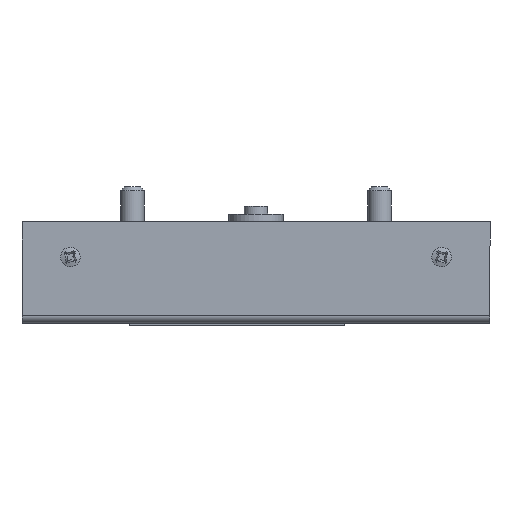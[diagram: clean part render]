
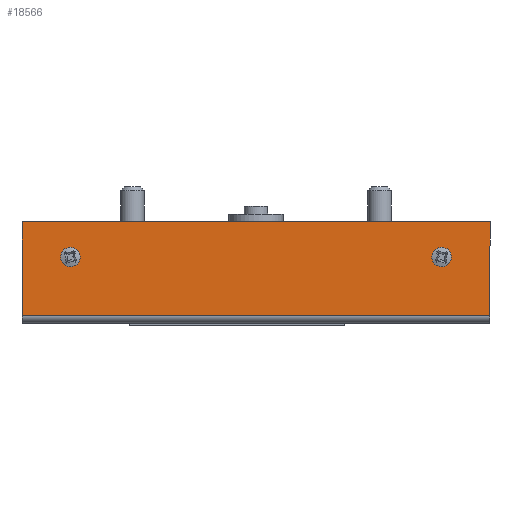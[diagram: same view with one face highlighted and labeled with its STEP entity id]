
A CAD part, front view. The second image highlights one B-rep face of the part: STEP entity #18566.
In plain terms, the highlighted face is planar.
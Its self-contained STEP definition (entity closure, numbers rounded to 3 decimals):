
#528=PLANE('',#19579);
#994=FACE_BOUND('',#2740,.T.);
#995=FACE_BOUND('',#2741,.T.);
#1720=FACE_OUTER_BOUND('',#2739,.T.);
#2739=EDGE_LOOP('',(#14086,#14087,#14088,#14089));
#2740=EDGE_LOOP('',(#14090,#14091));
#2741=EDGE_LOOP('',(#14092,#14093));
#3575=LINE('',#26316,#5405);
#3584=LINE('',#26339,#5414);
#3672=LINE('',#28664,#5502);
#3910=LINE('',#33589,#5740);
#5405=VECTOR('',#21211,1000.);
#5414=VECTOR('',#21230,1000.);
#5502=VECTOR('',#21348,1000.);
#5740=VECTOR('',#21678,1000.);
#7148=CIRCLE('',#19465,1.);
#7149=CIRCLE('',#19466,1.);
#7152=CIRCLE('',#19470,1.);
#7153=CIRCLE('',#19471,1.);
#7828=VERTEX_POINT('',#26234);
#7829=VERTEX_POINT('',#26236);
#7832=VERTEX_POINT('',#26244);
#7833=VERTEX_POINT('',#26246);
#7862=VERTEX_POINT('',#26313);
#7863=VERTEX_POINT('',#26315);
#7871=VERTEX_POINT('',#26336);
#7872=VERTEX_POINT('',#26338);
#9784=EDGE_CURVE('',#7829,#7828,#7148,.T.);
#9785=EDGE_CURVE('',#7828,#7829,#7149,.T.);
#9789=EDGE_CURVE('',#7833,#7832,#7152,.T.);
#9790=EDGE_CURVE('',#7832,#7833,#7153,.T.);
#9822=EDGE_CURVE('',#7863,#7862,#3575,.T.);
#9834=EDGE_CURVE('',#7872,#7871,#3584,.T.);
#10090=EDGE_CURVE('',#7871,#7863,#3672,.T.);
#10479=EDGE_CURVE('',#7872,#7862,#3910,.T.);
#14086=ORIENTED_EDGE('',*,*,#9834,.T.);
#14087=ORIENTED_EDGE('',*,*,#10090,.T.);
#14088=ORIENTED_EDGE('',*,*,#9822,.T.);
#14089=ORIENTED_EDGE('',*,*,#10479,.F.);
#14090=ORIENTED_EDGE('',*,*,#9784,.T.);
#14091=ORIENTED_EDGE('',*,*,#9785,.T.);
#14092=ORIENTED_EDGE('',*,*,#9789,.T.);
#14093=ORIENTED_EDGE('',*,*,#9790,.T.);
#18566=ADVANCED_FACE('',(#1720,#994,#995),#528,.F.);
#19465=AXIS2_PLACEMENT_3D('',#26237,#21140,#21141);
#19466=AXIS2_PLACEMENT_3D('',#26238,#21142,#21143);
#19470=AXIS2_PLACEMENT_3D('',#26247,#21151,#21152);
#19471=AXIS2_PLACEMENT_3D('',#26248,#21153,#21154);
#19579=AXIS2_PLACEMENT_3D('',#34499,#21780,#21781);
#21140=DIRECTION('center_axis',(-1.,0.,0.));
#21141=DIRECTION('ref_axis',(0.,1.,0.));
#21142=DIRECTION('center_axis',(-1.,0.,0.));
#21143=DIRECTION('ref_axis',(0.,1.,0.));
#21151=DIRECTION('center_axis',(-1.,0.,0.));
#21152=DIRECTION('ref_axis',(0.,1.,0.));
#21153=DIRECTION('center_axis',(-1.,0.,0.));
#21154=DIRECTION('ref_axis',(0.,1.,0.));
#21211=DIRECTION('',(0.,1.,0.));
#21230=DIRECTION('',(0.,-1.,0.));
#21348=DIRECTION('',(0.,0.,-1.));
#21678=DIRECTION('',(0.,0.,-1.));
#21780=DIRECTION('center_axis',(-1.,0.,0.));
#21781=DIRECTION('ref_axis',(0.,-1.,0.));
#26234=CARTESIAN_POINT('',(30.,3.5,-53.8));
#26236=CARTESIAN_POINT('',(30.,5.5,-53.8));
#26237=CARTESIAN_POINT('Origin',(30.,4.5,-53.8));
#26238=CARTESIAN_POINT('Origin',(30.,4.5,-53.8));
#26244=CARTESIAN_POINT('',(30.,3.5,-6.2));
#26246=CARTESIAN_POINT('',(30.,5.5,-6.2));
#26247=CARTESIAN_POINT('Origin',(30.,4.5,-6.2));
#26248=CARTESIAN_POINT('Origin',(30.,4.5,-6.2));
#26313=CARTESIAN_POINT('',(30.,12.,-60.));
#26315=CARTESIAN_POINT('',(30.,0.,-60.));
#26316=CARTESIAN_POINT('',(30.,12.5,-60.));
#26336=CARTESIAN_POINT('',(30.,0.,0.));
#26338=CARTESIAN_POINT('',(30.,12.,0.));
#26339=CARTESIAN_POINT('',(30.,0.,0.));
#28664=CARTESIAN_POINT('',(30.,0.,-60.));
#33589=CARTESIAN_POINT('',(30.,12.,0.));
#34499=CARTESIAN_POINT('Origin',(30.,0.,0.));
